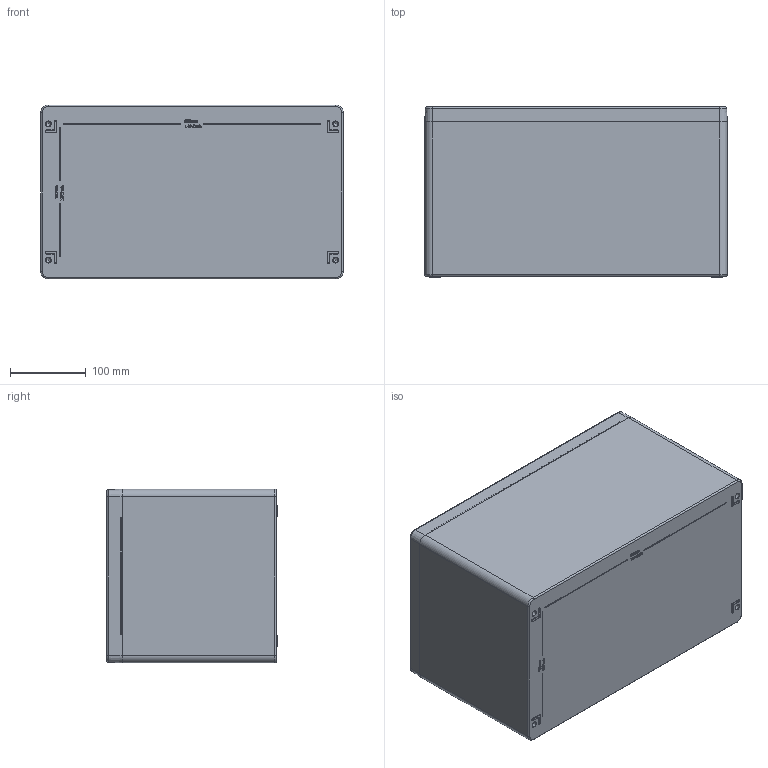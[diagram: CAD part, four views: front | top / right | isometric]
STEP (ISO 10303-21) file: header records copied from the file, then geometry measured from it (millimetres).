
FILE_DESCRIPTION(/* description */ (''),/* implementation_level */ '2;1');
FILE_NAME(/* name */ '09402322000-RST.stp',/* time_stamp */ '2021-09-06T14:55:04+02:00',/* author */ ('sl'),/* organization */ (''),/* preprocessor_version */ 'ST-DEVELOPER v16.5',/* originating_system */ 'Autodesk Inventor 2017',/* authorisation */ '');
FILE_SCHEMA (('AUTOMOTIVE_DESIGN { 1 0 10303 214 3 1 1 }'));
Products named in the file (8): Alu-Gehäuse-34-BG-0001-09_402322_000; Deckel-Alu-Gehäuse-34-BG-0002-09_402322_000; Deckel-Alu-Gehäuse-34-BT-0001-09_402322_000; Dichtlippe-Alu-Gehäuse-34-BT-0003-09_402322_000; UT-Alu-Gehäuse-34-BG-0003-09_402322_000; Erdung-Edelstahl-Gehäuse-01-BT-0002-20101006000; UT-Alu-Gehäuse-34-BT-0002-09_402322_000; Schraube-M6x25-10
Assembly tree (14 placements, depth 3):
  Alu-Gehäuse-34-BG-0001-09_402322_000
    Deckel-Alu-Gehäuse-34-BG-0002-09_402322_000
      Deckel-Alu-Gehäuse-34-BT-0001-09_402322_000
      Dichtlippe-Alu-Gehäuse-34-BT-0003-09_402322_000
      Erdung-Edelstahl-Gehäuse-01-BT-0002-20101006000
    UT-Alu-Gehäuse-34-BG-0003-09_402322_000
      Erdung-Edelstahl-Gehäuse-01-BT-0002-20101006000  x4
      UT-Alu-Gehäuse-34-BT-0002-09_402322_000
    Schraube-M6x25-10  x4
Bounding box: 400 x 225 x 230 mm (x, y, z)
Volume: 2926589.9 mm3; surface area: 962302.8 mm2
Topology: 12 solids, 12 shells, 1488 faces, 3555 edges, 2193 vertices
Faces by surface type: plane 530, bspline 288, cylinder 277, torus 237, cone 152, sphere 4
Full cylindrical faces by diameter (mm): 4.7 x5, 5 x23, 5.3 x4, 5.4 x3, 6 x4, 8 x5
Entity records: 61724 total; most frequent: CARTESIAN_POINT 33567, ORIENTED_EDGE 5798, DIRECTION 5380, EDGE_CURVE 2899, AXIS2_PLACEMENT_3D 2025, VERTEX_POINT 1875, EDGE_LOOP 1596, LINE 1330
